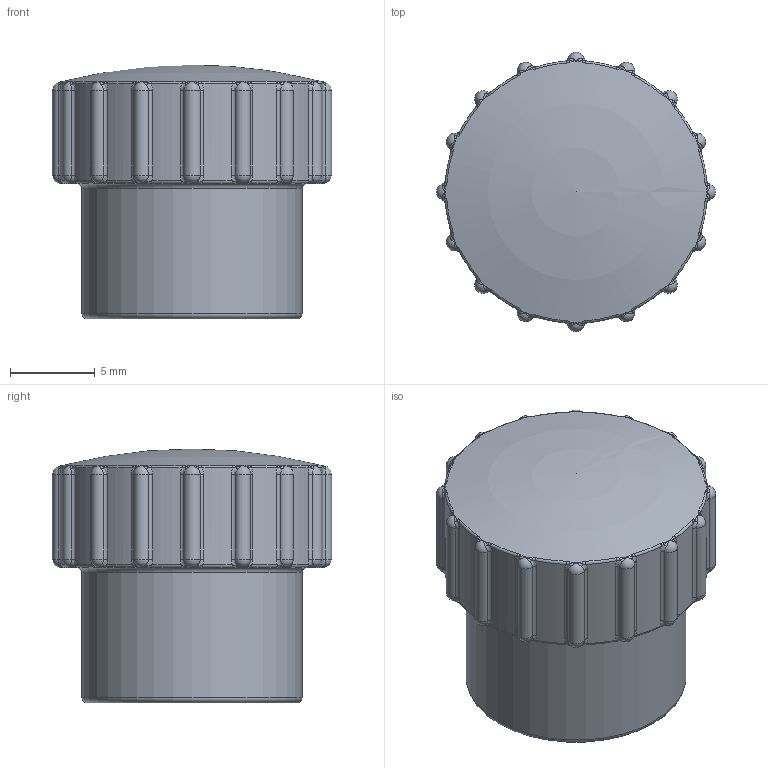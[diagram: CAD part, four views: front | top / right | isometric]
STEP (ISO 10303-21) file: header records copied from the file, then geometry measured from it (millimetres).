
FILE_DESCRIPTION( ( 'Unknown' ), '1' );
FILE_NAME( '6336000_VB17_P_M04.stp', 'Unknown', ( 'Unknown' ), ( 'Unknown' ), 'PSStep 11.0', 'Unknown', ' ' );
FILE_SCHEMA( ( 'AUTOMOTIVE_DESIGN { 1 0 10303 214 1 1 1 1 }' ) );
Length unit declared in the file: millimetre
Products named in the file (1): 6336000
Bounding box: 16.5 x 16.5 x 15 mm (x, y, z)
Volume: 2243.3 mm3; surface area: 1130.1 mm2
Topology: 1 solids, 1 shells, 441 faces, 1154 edges, 571 vertices
Faces by surface type: bspline 304, cylinder 66, torus 34, sphere 33, plane 2, cone 2
Full cylindrical faces by diameter (mm): 3.242 x1, 13 x1
Entity records: 34792 total; most frequent: CARTESIAN_POINT 23393, ORIENTED_EDGE 1998, DIRECTION 1186, EDGE_CURVE 999, VERTEX_POINT 568, AXIS2_PLACEMENT_3D 561, B_SPLINE_CURVE_WITH_KNOTS 512, EDGE_LOOP 448
